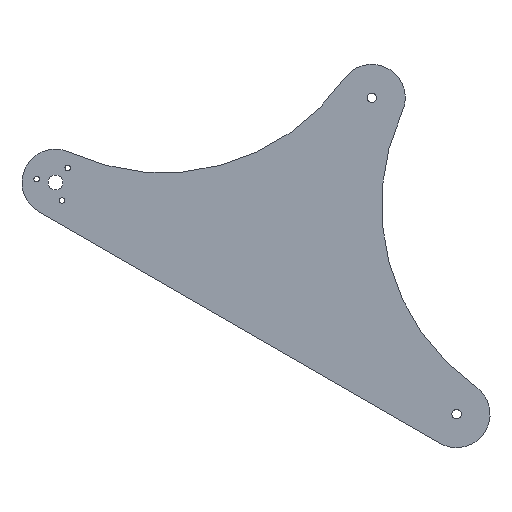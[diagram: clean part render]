
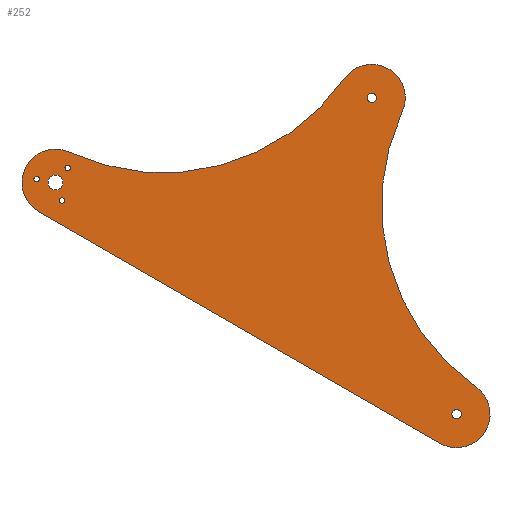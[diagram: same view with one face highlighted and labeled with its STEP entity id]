
A CAD part, left-side view. The second image highlights one B-rep face of the part: STEP entity #252.
In plain terms, the highlighted planar face has unit normal (-1, 0, 0).
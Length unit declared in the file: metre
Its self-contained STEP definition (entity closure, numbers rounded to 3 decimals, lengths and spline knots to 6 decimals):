
#33=LINE('',#424,#41);
#41=VECTOR('',#343,1.);
#63=ORIENTED_EDGE('',*,*,#122,.T.);
#64=ORIENTED_EDGE('',*,*,#123,.T.);
#65=ORIENTED_EDGE('',*,*,#124,.T.);
#66=ORIENTED_EDGE('',*,*,#125,.F.);
#67=ORIENTED_EDGE('',*,*,#126,.F.);
#68=ORIENTED_EDGE('',*,*,#120,.F.);
#69=ORIENTED_EDGE('',*,*,#127,.F.);
#70=ORIENTED_EDGE('',*,*,#128,.T.);
#71=ORIENTED_EDGE('',*,*,#129,.F.);
#72=ORIENTED_EDGE('',*,*,#130,.T.);
#73=ORIENTED_EDGE('',*,*,#131,.T.);
#74=ORIENTED_EDGE('',*,*,#132,.T.);
#120=EDGE_CURVE('',#149,#150,#33,.T.);
#122=EDGE_CURVE('',#151,#151,#172,.F.);
#123=EDGE_CURVE('',#152,#152,#173,.F.);
#124=EDGE_CURVE('',#153,#153,#174,.F.);
#125=EDGE_CURVE('',#154,#155,#175,.T.);
#126=EDGE_CURVE('',#150,#154,#176,.T.);
#127=EDGE_CURVE('',#156,#149,#177,.T.);
#128=EDGE_CURVE('',#156,#157,#178,.F.);
#129=EDGE_CURVE('',#155,#157,#179,.T.);
#130=EDGE_CURVE('',#158,#158,#180,.F.);
#131=EDGE_CURVE('',#159,#159,#181,.T.);
#132=EDGE_CURVE('',#160,#160,#182,.T.);
#149=VERTEX_POINT('',#423);
#150=VERTEX_POINT('',#425);
#151=VERTEX_POINT('',#429);
#152=VERTEX_POINT('',#431);
#153=VERTEX_POINT('',#433);
#154=VERTEX_POINT('',#435);
#155=VERTEX_POINT('',#436);
#156=VERTEX_POINT('',#439);
#157=VERTEX_POINT('',#441);
#158=VERTEX_POINT('',#444);
#159=VERTEX_POINT('',#446);
#160=VERTEX_POINT('',#448);
#172=CIRCLE('',#291,0.001191);
#173=CIRCLE('',#292,0.001191);
#174=CIRCLE('',#293,0.001191);
#175=CIRCLE('',#294,0.094456);
#176=CIRCLE('',#295,0.014288);
#177=CIRCLE('',#296,0.014288);
#178=CIRCLE('',#297,0.094456);
#179=CIRCLE('',#298,0.014288);
#180=CIRCLE('',#299,0.003175);
#181=CIRCLE('',#300,0.002019);
#182=CIRCLE('',#301,0.002019);
#191=EDGE_LOOP('',(#63));
#192=EDGE_LOOP('',(#64));
#193=EDGE_LOOP('',(#65));
#194=EDGE_LOOP('',(#66,#67,#68,#69,#70,#71));
#195=EDGE_LOOP('',(#72));
#196=EDGE_LOOP('',(#73));
#197=EDGE_LOOP('',(#74));
#223=FACE_BOUND('',#191,.T.);
#224=FACE_BOUND('',#192,.T.);
#225=FACE_BOUND('',#193,.T.);
#226=FACE_BOUND('',#194,.T.);
#227=FACE_BOUND('',#195,.T.);
#228=FACE_BOUND('',#196,.T.);
#229=FACE_BOUND('',#197,.T.);
#249=PLANE('',#290);
#252=ADVANCED_FACE('',(#223,#224,#225,#226,#227,#228,#229),#249,.T.);
#290=AXIS2_PLACEMENT_3D('',#427,#345,#346);
#291=AXIS2_PLACEMENT_3D('',#428,#347,#348);
#292=AXIS2_PLACEMENT_3D('',#430,#349,#350);
#293=AXIS2_PLACEMENT_3D('',#432,#351,#352);
#294=AXIS2_PLACEMENT_3D('',#434,#353,#354);
#295=AXIS2_PLACEMENT_3D('',#437,#355,#356);
#296=AXIS2_PLACEMENT_3D('',#438,#357,#358);
#297=AXIS2_PLACEMENT_3D('',#440,#359,#360);
#298=AXIS2_PLACEMENT_3D('',#442,#361,#362);
#299=AXIS2_PLACEMENT_3D('',#443,#363,#364);
#300=AXIS2_PLACEMENT_3D('',#445,#365,#366);
#301=AXIS2_PLACEMENT_3D('',#447,#367,#368);
#343=DIRECTION('',(0.,0.866,0.5));
#345=DIRECTION('',(-1.,0.,0.));
#346=DIRECTION('',(0.,0.966,-0.259));
#347=DIRECTION('',(-1.,0.,0.));
#348=DIRECTION('',(0.,0.,1.));
#349=DIRECTION('',(-1.,0.,0.));
#350=DIRECTION('',(0.,0.,1.));
#351=DIRECTION('',(-1.,0.,0.));
#352=DIRECTION('',(0.,0.,1.));
#353=DIRECTION('',(-1.,0.,0.));
#354=DIRECTION('',(0.,0.,1.));
#355=DIRECTION('',(1.,0.,0.));
#356=DIRECTION('',(0.,0.,-1.));
#357=DIRECTION('',(1.,0.,0.));
#358=DIRECTION('',(0.,0.,-1.));
#359=DIRECTION('',(-1.,0.,0.));
#360=DIRECTION('',(0.,0.,1.));
#361=DIRECTION('',(1.,0.,0.));
#362=DIRECTION('',(0.,0.,-1.));
#363=DIRECTION('',(-1.,0.,0.));
#364=DIRECTION('',(0.,0.,1.));
#365=DIRECTION('',(1.,0.,0.));
#366=DIRECTION('',(0.,0.,-1.));
#367=DIRECTION('',(1.,0.,0.));
#368=DIRECTION('',(0.,0.,-1.));
#423=CARTESIAN_POINT('',(-0.412317,-0.599514,-0.113813));
#424=CARTESIAN_POINT('',(-0.412317,-0.513966,-0.064422));
#425=CARTESIAN_POINT('',(-0.412317,-0.428417,-0.01503));
#427=CARTESIAN_POINT('',(-0.412317,-0.392272,-0.034311));
#428=CARTESIAN_POINT('',(-0.412317,-0.440804,0.003565));
#429=CARTESIAN_POINT('',(-0.412317,-0.440804,0.004755));
#430=CARTESIAN_POINT('',(-0.412317,-0.427552,-0.001227));
#431=CARTESIAN_POINT('',(-0.412317,-0.427552,-0.000036));
#432=CARTESIAN_POINT('',(-0.412317,-0.438328,-0.010308));
#433=CARTESIAN_POINT('',(-0.412317,-0.438328,-0.009117));
#434=CARTESIAN_POINT('',(-0.412317,-0.48146,0.095926));
#435=CARTESIAN_POINT('',(-0.412317,-0.441592,0.010296));
#436=CARTESIAN_POINT('',(-0.412317,-0.558802,0.041702));
#437=CARTESIAN_POINT('',(-0.412317,-0.435561,-0.002657));
#438=CARTESIAN_POINT('',(-0.412317,-0.606658,-0.10144));
#439=CARTESIAN_POINT('',(-0.412317,-0.61486,-0.089741));
#440=CARTESIAN_POINT('',(-0.412317,-0.669083,-0.012399));
#441=CARTESIAN_POINT('',(-0.412317,-0.583453,0.02747));
#442=CARTESIAN_POINT('',(-0.412317,-0.570501,0.0335));
#443=CARTESIAN_POINT('',(-0.412317,-0.435561,-0.002657));
#444=CARTESIAN_POINT('',(-0.412317,-0.435561,0.000518));
#445=CARTESIAN_POINT('',(-0.412317,-0.606658,-0.10144));
#446=CARTESIAN_POINT('',(-0.412317,-0.606658,-0.103459));
#447=CARTESIAN_POINT('',(-0.412317,-0.570501,0.0335));
#448=CARTESIAN_POINT('',(-0.412317,-0.570501,0.031481));
